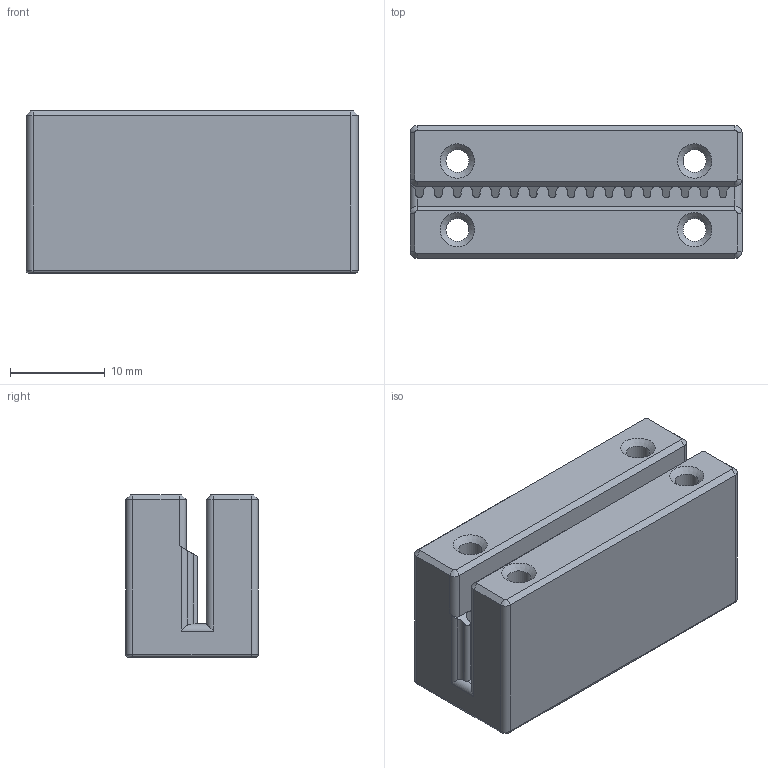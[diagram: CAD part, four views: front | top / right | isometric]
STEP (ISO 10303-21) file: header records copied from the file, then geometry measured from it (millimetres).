
FILE_DESCRIPTION(/* description */ (''),/* implementation_level */ '2;1');
FILE_NAME(/* name */ 'Y-Axis Belt Clamp-M2.01-RT.stp',/* time_stamp */ '2016-03-10T16:40:10-08:00',/* author */ ('riley'),/* organization */ (''),/* preprocessor_version */ 'ST-DEVELOPER v16.1',/* originating_system */ 'Autodesk Inventor 2016',/* authorisation */ '');
FILE_SCHEMA (('AUTOMOTIVE_DESIGN { 1 0 10303 214 3 1 1 }'));
Length unit declared in the file: millimetre
Products named in the file (1): Y-Axis Belt Clamp-M2.01-RT
Bounding box: 35 x 14 x 17.1 mm (x, y, z)
Volume: 7052.8 mm3; surface area: 4135.2 mm2
Topology: 1 solids, 1 shells, 181 faces, 466 edges, 287 vertices
Faces by surface type: plane 107, cylinder 54, cone 16, torus 4
Full cylindrical faces by diameter (mm): 2.42 x4
Entity records: 5357 total; most frequent: CARTESIAN_POINT 974, DIRECTION 943, ORIENTED_EDGE 892, EDGE_CURVE 446, AXIS2_PLACEMENT_3D 341, VERTEX_POINT 279, LINE 261, VECTOR 261
